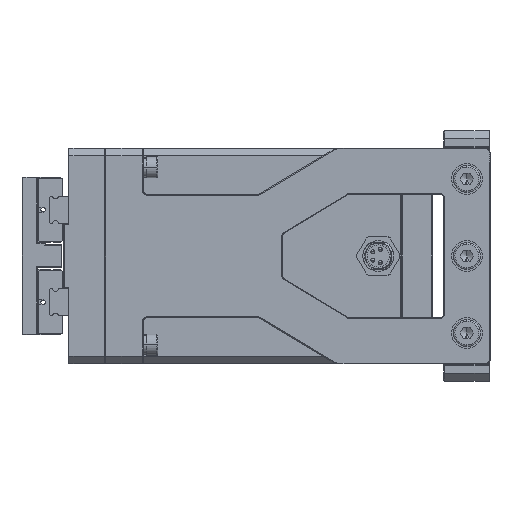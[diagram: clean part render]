
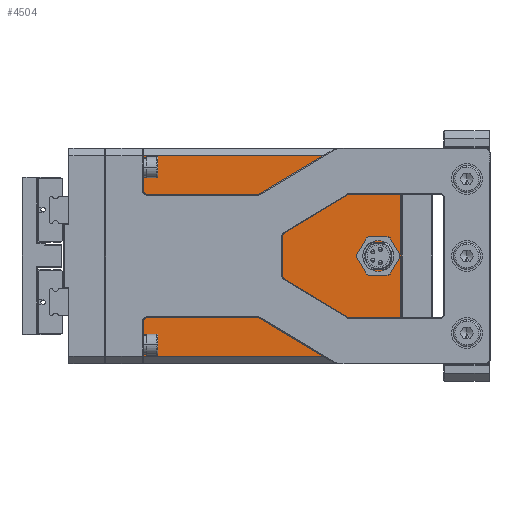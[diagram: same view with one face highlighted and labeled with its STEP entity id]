
A CAD part, left-side view. The second image highlights one B-rep face of the part: STEP entity #4504.
In plain terms, the highlighted planar face has unit normal (-1, 0, 0).
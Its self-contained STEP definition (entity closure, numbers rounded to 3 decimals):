
#654 = DIRECTION ( 'NONE',  ( 0., -1., 0. ) ) ;
#1250 = EDGE_CURVE ( 'NONE', #14821, #40317, #55000, .T. ) ;
#1335 = AXIS2_PLACEMENT_3D ( 'NONE', #56405, #19874, #42618 ) ;
#1405 = EDGE_CURVE ( 'NONE', #30331, #28227, #29978, .T. ) ;
#1798 = CARTESIAN_POINT ( 'NONE',  ( -33., -4., 26. ) ) ;
#3741 = VECTOR ( 'NONE', #654, 1000. ) ;
#3744 = LINE ( 'NONE', #23690, #45150 ) ;
#4449 = PLANE ( 'NONE',  #32702 ) ;
#4504 = ADVANCED_FACE ( 'NONE', ( #40299, #6040 ), #4449, .F. ) ;
#6040 = FACE_OUTER_BOUND ( 'NONE', #39469, .T. ) ;
#9007 = CARTESIAN_POINT ( 'NONE',  ( -33., -4.2, -26. ) ) ;
#9285 = DIRECTION ( 'NONE',  ( 0., 0., -1. ) ) ;
#9437 = EDGE_CURVE ( 'NONE', #40317, #30331, #3744, .T. ) ;
#9685 = CARTESIAN_POINT ( 'NONE',  ( -33., -65.109, -3.525 ) ) ;
#9931 = VERTEX_POINT ( 'NONE', #27427 ) ;
#11306 = ORIENTED_EDGE ( 'NONE', *, *, #44248, .F. ) ;
#11404 = VERTEX_POINT ( 'NONE', #12568 ) ;
#12461 = CARTESIAN_POINT ( 'NONE',  ( -33., -72.8, 26. ) ) ;
#12568 = CARTESIAN_POINT ( 'NONE',  ( -33., -68.891, -3.525 ) ) ;
#14821 = VERTEX_POINT ( 'NONE', #12461 ) ;
#15908 = LINE ( 'NONE', #9685, #3741 ) ;
#16505 = ORIENTED_EDGE ( 'NONE', *, *, #9437, .T. ) ;
#16988 = CARTESIAN_POINT ( 'NONE',  ( -33., -4., -26. ) ) ;
#18206 = VECTOR ( 'NONE', #35928, 1000. ) ;
#19874 = DIRECTION ( 'NONE',  ( -1., 0., 0. ) ) ;
#23038 = DIRECTION ( 'NONE',  ( 1., 0., 0. ) ) ;
#23690 = CARTESIAN_POINT ( 'NONE',  ( -33., -4.2, -26. ) ) ;
#24083 = EDGE_CURVE ( 'NONE', #11404, #27245, #48178, .T. ) ;
#25354 = EDGE_CURVE ( 'NONE', #28227, #14821, #44544, .T. ) ;
#26178 = EDGE_LOOP ( 'NONE', ( #29182, #30663, #11306, #54324 ) ) ;
#27245 = VERTEX_POINT ( 'NONE', #41377 ) ;
#27427 = CARTESIAN_POINT ( 'NONE',  ( -33., -65.109, 3.525 ) ) ;
#28227 = VERTEX_POINT ( 'NONE', #37932 ) ;
#28434 = ORIENTED_EDGE ( 'NONE', *, *, #1250, .T. ) ;
#29182 = ORIENTED_EDGE ( 'NONE', *, *, #34877, .F. ) ;
#29978 = LINE ( 'NONE', #16988, #36379 ) ;
#30225 = DIRECTION ( 'NONE',  ( -1., 0., 0. ) ) ;
#30331 = VERTEX_POINT ( 'NONE', #9007 ) ;
#30663 = ORIENTED_EDGE ( 'NONE', *, *, #24083, .F. ) ;
#32702 = AXIS2_PLACEMENT_3D ( 'NONE', #36168, #23038, #9285 ) ;
#32857 = ORIENTED_EDGE ( 'NONE', *, *, #1405, .T. ) ;
#34605 = ORIENTED_EDGE ( 'NONE', *, *, #25354, .T. ) ;
#34632 = AXIS2_PLACEMENT_3D ( 'NONE', #38594, #30225, #47843 ) ;
#34877 = EDGE_CURVE ( 'NONE', #27245, #9931, #48234, .T. ) ;
#35928 = DIRECTION ( 'NONE',  ( 0., 1., 0. ) ) ;
#36168 = CARTESIAN_POINT ( 'NONE',  ( -33., -4., -28. ) ) ;
#36379 = VECTOR ( 'NONE', #48938, 1000. ) ;
#37206 = DIRECTION ( 'NONE',  ( 0., 0., -1. ) ) ;
#37443 = EDGE_CURVE ( 'NONE', #9931, #55606, #53727, .T. ) ;
#37932 = CARTESIAN_POINT ( 'NONE',  ( -33., -72.8, -26. ) ) ;
#38594 = CARTESIAN_POINT ( 'NONE',  ( -33., -67., 0. ) ) ;
#39469 = EDGE_LOOP ( 'NONE', ( #32857, #34605, #28434, #16505 ) ) ;
#39805 = DIRECTION ( 'NONE',  ( 0., 0., 1. ) ) ;
#40299 = FACE_BOUND ( 'NONE', #26178, .T. ) ;
#40317 = VERTEX_POINT ( 'NONE', #52333 ) ;
#41377 = CARTESIAN_POINT ( 'NONE',  ( -33., -68.891, 3.525 ) ) ;
#41574 = CARTESIAN_POINT ( 'NONE',  ( -33., -65.109, -3.525 ) ) ;
#42618 = DIRECTION ( 'NONE',  ( 0., 0., 1. ) ) ;
#44248 = EDGE_CURVE ( 'NONE', #55606, #11404, #15908, .T. ) ;
#44544 = LINE ( 'NONE', #58208, #47430 ) ;
#45150 = VECTOR ( 'NONE', #37206, 1000. ) ;
#47430 = VECTOR ( 'NONE', #39805, 1000. ) ;
#47739 = DIRECTION ( 'NONE',  ( 0., 1., 0. ) ) ;
#47843 = DIRECTION ( 'NONE',  ( 0., 0., 1. ) ) ;
#48178 = CIRCLE ( 'NONE', #34632, 4. ) ;
#48234 = LINE ( 'NONE', #50145, #18206 ) ;
#48938 = DIRECTION ( 'NONE',  ( 0., -1., 0. ) ) ;
#50145 = CARTESIAN_POINT ( 'NONE',  ( -33., -68.891, 3.525 ) ) ;
#52333 = CARTESIAN_POINT ( 'NONE',  ( -33., -4.2, 26. ) ) ;
#53554 = VECTOR ( 'NONE', #47739, 1000. ) ;
#53727 = CIRCLE ( 'NONE', #1335, 4. ) ;
#54324 = ORIENTED_EDGE ( 'NONE', *, *, #37443, .F. ) ;
#55000 = LINE ( 'NONE', #1798, #53554 ) ;
#55606 = VERTEX_POINT ( 'NONE', #41574 ) ;
#56405 = CARTESIAN_POINT ( 'NONE',  ( -33., -67., 0. ) ) ;
#58208 = CARTESIAN_POINT ( 'NONE',  ( -33., -72.8, -28. ) ) ;
